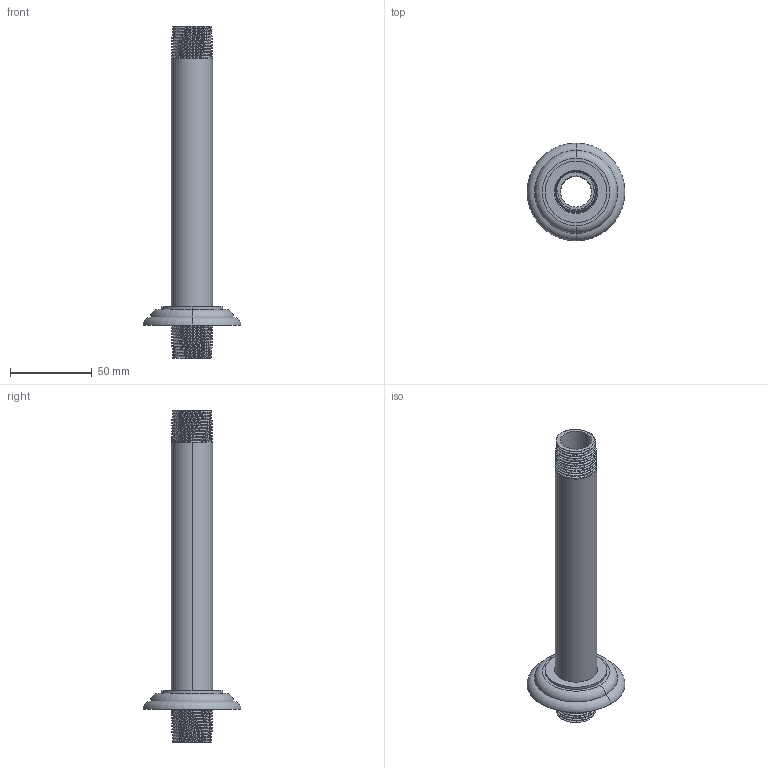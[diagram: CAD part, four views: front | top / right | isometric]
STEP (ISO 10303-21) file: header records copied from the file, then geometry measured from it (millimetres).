
FILE_DESCRIPTION((''),'2;1');
FILE_NAME('516-8_WEB','2010-11-22T',('project'),(''),'PRO/ENGINEER BY PARAMETRIC TECHNOLOGY CORPORATION, 2009300','PRO/ENGINEER BY PARAMETRIC TECHNOLOGY CORPORATION, 2009300','');
FILE_SCHEMA(('CONFIG_CONTROL_DESIGN'));
Length unit declared in the file: inch
Products named in the file (1): 516-8_WEB
Bounding box: 59.94 x 59.94 x 203.2 mm (x, y, z)
Surface area: 37710.8 mm2 (no closed solid volume)
Topology: 0 solids, 3 shells, 96 faces, 246 edges, 156 vertices
Faces by surface type: cone 44, bspline 24, cylinder 12, plane 8, torus 8
Entity records: 10708 total; most frequent: CARTESIAN_POINT 8606, ORIENTED_EDGE 488, DIRECTION 320, EDGE_CURVE 246, VERTEX_POINT 156, AXIS2_PLACEMENT_3D 120, B_SPLINE_CURVE_WITH_KNOTS 118, EDGE_LOOP 102
